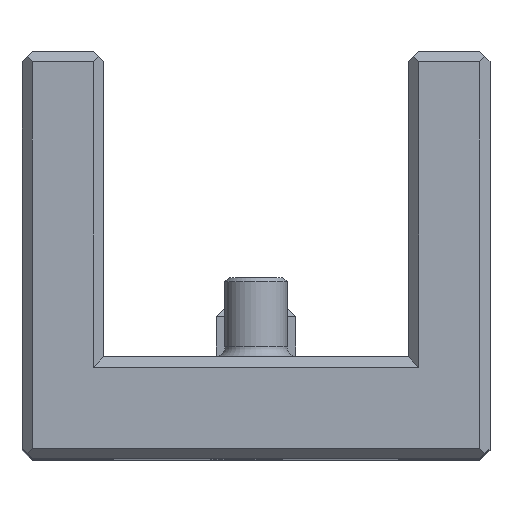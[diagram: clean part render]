
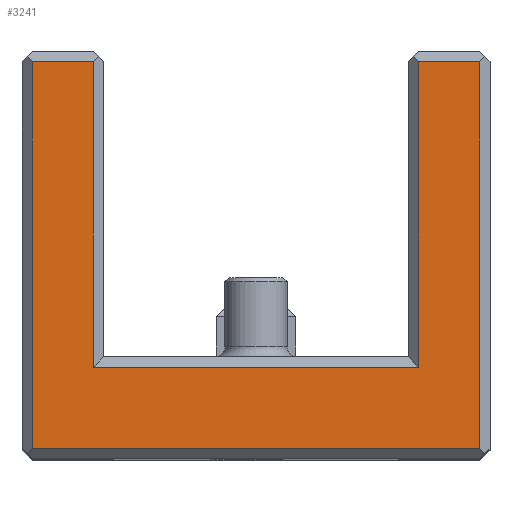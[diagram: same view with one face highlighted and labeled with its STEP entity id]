
A CAD part, top view. The second image highlights one B-rep face of the part: STEP entity #3241.
In plain terms, the highlighted planar face has unit normal (0, 0, 1).
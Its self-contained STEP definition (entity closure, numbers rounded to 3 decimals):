
#254=LINE('',#5018,#660);
#264=LINE('',#5038,#670);
#270=LINE('',#5049,#676);
#332=LINE('',#5172,#738);
#333=LINE('',#5175,#739);
#334=LINE('',#5177,#740);
#335=LINE('',#5178,#741);
#336=LINE('',#5179,#742);
#660=VECTOR('',#3898,10.);
#670=VECTOR('',#3912,10.);
#676=VECTOR('',#3920,10.);
#738=VECTOR('',#4016,10.);
#739=VECTOR('',#4019,10.);
#740=VECTOR('',#4020,10.);
#741=VECTOR('',#4021,10.);
#742=VECTOR('',#4022,10.);
#947=PLANE('',#3460);
#1121=FACE_OUTER_BOUND('',#1309,.T.);
#1309=EDGE_LOOP('',(#2706,#2707,#2708,#2709,#2710,#2711,#2712,#2713));
#1616=VERTEX_POINT('',#5015);
#1617=VERTEX_POINT('',#5017);
#1624=VERTEX_POINT('',#5035);
#1625=VERTEX_POINT('',#5037);
#1629=VERTEX_POINT('',#5047);
#1673=VERTEX_POINT('',#5170);
#1674=VERTEX_POINT('',#5174);
#1675=VERTEX_POINT('',#5176);
#1979=EDGE_CURVE('',#1616,#1617,#254,.T.);
#1989=EDGE_CURVE('',#1624,#1625,#264,.T.);
#1995=EDGE_CURVE('',#1629,#1624,#270,.T.);
#2057=EDGE_CURVE('',#1673,#1629,#332,.T.);
#2058=EDGE_CURVE('',#1674,#1616,#333,.T.);
#2059=EDGE_CURVE('',#1675,#1674,#334,.T.);
#2060=EDGE_CURVE('',#1625,#1675,#335,.T.);
#2061=EDGE_CURVE('',#1617,#1673,#336,.T.);
#2706=ORIENTED_EDGE('',*,*,#1979,.F.);
#2707=ORIENTED_EDGE('',*,*,#2058,.F.);
#2708=ORIENTED_EDGE('',*,*,#2059,.F.);
#2709=ORIENTED_EDGE('',*,*,#2060,.F.);
#2710=ORIENTED_EDGE('',*,*,#1989,.F.);
#2711=ORIENTED_EDGE('',*,*,#1995,.F.);
#2712=ORIENTED_EDGE('',*,*,#2057,.F.);
#2713=ORIENTED_EDGE('',*,*,#2061,.F.);
#3241=ADVANCED_FACE('',(#1121),#947,.T.);
#3460=AXIS2_PLACEMENT_3D('',#5173,#4017,#4018);
#3898=DIRECTION('',(0.,-1.,0.));
#3912=DIRECTION('',(0.,-1.,0.));
#3920=DIRECTION('',(1.,0.,0.));
#4016=DIRECTION('',(0.,1.,0.));
#4017=DIRECTION('center_axis',(0.,0.,1.));
#4018=DIRECTION('ref_axis',(-1.,0.,0.));
#4019=DIRECTION('',(1.,0.,0.));
#4020=DIRECTION('',(0.,1.,0.));
#4021=DIRECTION('',(-1.,0.,0.));
#4022=DIRECTION('',(1.,0.,0.));
#5015=CARTESIAN_POINT('',(-16.,14.,173.222));
#5017=CARTESIAN_POINT('',(-16.,-16.,173.222));
#5018=CARTESIAN_POINT('',(-16.,-15.,173.222));
#5035=CARTESIAN_POINT('',(22.,14.,173.222));
#5037=CARTESIAN_POINT('',(22.,-24.,173.222));
#5038=CARTESIAN_POINT('',(22.,-15.,173.222));
#5047=CARTESIAN_POINT('',(16.,14.,173.222));
#5049=CARTESIAN_POINT('',(21.,14.,173.222));
#5170=CARTESIAN_POINT('',(16.,-16.,173.222));
#5172=CARTESIAN_POINT('',(16.,-15.,173.222));
#5173=CARTESIAN_POINT('Origin',(23.,-15.,173.222));
#5174=CARTESIAN_POINT('',(-22.,14.,173.222));
#5175=CARTESIAN_POINT('',(2.,14.,173.222));
#5176=CARTESIAN_POINT('',(-22.,-24.,173.222));
#5177=CARTESIAN_POINT('',(-22.,-15.,173.222));
#5178=CARTESIAN_POINT('',(11.5,-24.,173.222));
#5179=CARTESIAN_POINT('',(11.5,-16.,173.222));
